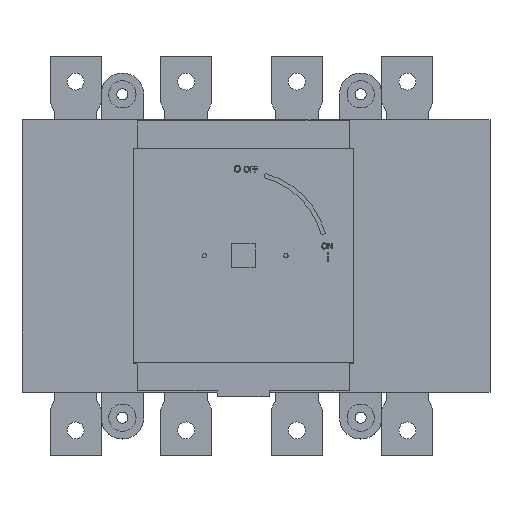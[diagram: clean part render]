
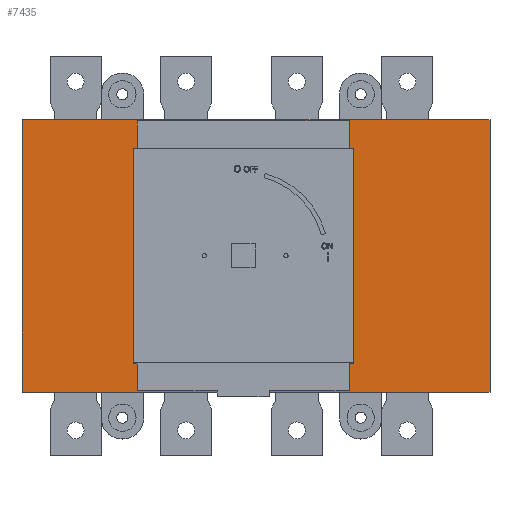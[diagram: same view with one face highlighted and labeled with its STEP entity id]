
A CAD part, top view. The second image highlights one B-rep face of the part: STEP entity #7435.
In plain terms, the highlighted planar face has unit normal (0, 0, 1).
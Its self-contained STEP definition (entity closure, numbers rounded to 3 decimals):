
#3551=CARTESIAN_POINT('',(-62.25,-63.,57.0));
#3552=VERTEX_POINT('',#3551);
#3569=CARTESIAN_POINT('',(62.25,-63.,57.0));
#3570=VERTEX_POINT('',#3569);
#3577=CARTESIAN_POINT('',(64.7,-63.,57.0));
#3578=VERTEX_POINT('',#3577);
#3579=CARTESIAN_POINT('',(64.7,-63.,57.0));
#3580=DIRECTION('',(-1.0,0.0,0.0));
#3581=VECTOR('',#3580,2.45);
#3582=LINE('',#3579,#3581);
#3583=EDGE_CURVE('',#3578,#3570,#3582,.T.);
#3592=CARTESIAN_POINT('',(-64.7,-63.,57.0));
#3593=VERTEX_POINT('',#3592);
#3600=CARTESIAN_POINT('',(-62.25,-63.,57.0));
#3601=DIRECTION('',(-1.0,0.0,0.0));
#3602=VECTOR('',#3601,2.45);
#3603=LINE('',#3600,#3602);
#3604=EDGE_CURVE('',#3552,#3593,#3603,.T.);
#3614=CARTESIAN_POINT('',(-62.25,63.,57.0));
#3615=VERTEX_POINT('',#3614);
#3624=CARTESIAN_POINT('',(-64.7,63.,57.0));
#3625=VERTEX_POINT('',#3624);
#3626=CARTESIAN_POINT('',(-64.7,63.,57.0));
#3627=DIRECTION('',(1.0,0.,0.0));
#3628=VECTOR('',#3627,2.45);
#3629=LINE('',#3626,#3628);
#3630=EDGE_CURVE('',#3625,#3615,#3629,.T.);
#3639=CARTESIAN_POINT('',(64.7,63.,57.0));
#3640=VERTEX_POINT('',#3639);
#3647=CARTESIAN_POINT('',(62.25,63.,57.0));
#3648=VERTEX_POINT('',#3647);
#3649=CARTESIAN_POINT('',(62.25,63.,57.0));
#3650=DIRECTION('',(1.0,0.,0.0));
#3651=VECTOR('',#3650,2.45);
#3652=LINE('',#3649,#3651);
#3653=EDGE_CURVE('',#3648,#3640,#3652,.T.);
#3679=CARTESIAN_POINT('',(64.7,63.,57.0));
#3680=DIRECTION('',(0.0,-1.0,0.0));
#3681=VECTOR('',#3680,126.);
#3682=LINE('',#3679,#3681);
#3683=EDGE_CURVE('',#3640,#3578,#3682,.T.);
#3696=CARTESIAN_POINT('',(-64.7,-63.,57.0));
#3697=DIRECTION('',(0.0,1.0,0.0));
#3698=VECTOR('',#3697,126.);
#3699=LINE('',#3696,#3698);
#3700=EDGE_CURVE('',#3593,#3625,#3699,.T.);
#3735=CARTESIAN_POINT('',(15.25,-79.25,57.0));
#3736=VERTEX_POINT('',#3735);
#3743=CARTESIAN_POINT('',(62.25,-79.25,57.0));
#3744=VERTEX_POINT('',#3743);
#3745=CARTESIAN_POINT('',(62.25,-79.25,57.0));
#3746=DIRECTION('',(-1.0,0.0,0.0));
#3747=VECTOR('',#3746,47.);
#3748=LINE('',#3745,#3747);
#3749=EDGE_CURVE('',#3744,#3736,#3748,.T.);
#3781=CARTESIAN_POINT('',(15.25,-80.0,57.0));
#3782=VERTEX_POINT('',#3781);
#3789=CARTESIAN_POINT('',(15.25,-79.25,57.0));
#3790=DIRECTION('',(0.0,-1.0,0.0));
#3791=VECTOR('',#3790,0.75);
#3792=LINE('',#3789,#3791);
#3793=EDGE_CURVE('',#3736,#3782,#3792,.T.);
#3843=CARTESIAN_POINT('',(-15.25,-79.25,57.0));
#3844=VERTEX_POINT('',#3843);
#3851=CARTESIAN_POINT('',(-15.25,-80.0,57.0));
#3852=VERTEX_POINT('',#3851);
#3853=CARTESIAN_POINT('',(-15.25,-80.0,57.0));
#3854=DIRECTION('',(0.0,1.0,0.0));
#3855=VECTOR('',#3854,0.75);
#3856=LINE('',#3853,#3855);
#3857=EDGE_CURVE('',#3852,#3844,#3856,.T.);
#3882=CARTESIAN_POINT('',(-62.25,-79.25,57.0));
#3883=VERTEX_POINT('',#3882);
#3890=CARTESIAN_POINT('',(-15.25,-79.25,57.0));
#3891=DIRECTION('',(-1.0,0.0,0.0));
#3892=VECTOR('',#3891,47.);
#3893=LINE('',#3890,#3892);
#3894=EDGE_CURVE('',#3844,#3883,#3893,.T.);
#3912=CARTESIAN_POINT('',(-62.25,-79.25,57.0));
#3913=DIRECTION('',(0.0,1.0,0.0));
#3914=VECTOR('',#3913,16.25);
#3915=LINE('',#3912,#3914);
#3916=EDGE_CURVE('',#3883,#3552,#3915,.T.);
#3934=CARTESIAN_POINT('',(62.25,-63.,57.0));
#3935=DIRECTION('',(0.0,-1.0,0.0));
#3936=VECTOR('',#3935,16.25);
#3937=LINE('',#3934,#3936);
#3938=EDGE_CURVE('',#3570,#3744,#3937,.T.);
#3992=CARTESIAN_POINT('',(62.25,79.25,57.0));
#3993=VERTEX_POINT('',#3992);
#4000=CARTESIAN_POINT('',(-62.25,79.25,57.0));
#4001=VERTEX_POINT('',#4000);
#4002=CARTESIAN_POINT('',(-62.25,79.25,57.0));
#4003=DIRECTION('',(1.0,0.0,0.0));
#4004=VECTOR('',#4003,124.5);
#4005=LINE('',#4002,#4004);
#4006=EDGE_CURVE('',#4001,#3993,#4005,.T.);
#4029=CARTESIAN_POINT('',(62.25,79.25,57.0));
#4030=DIRECTION('',(0.0,-1.0,0.0));
#4031=VECTOR('',#4030,16.25);
#4032=LINE('',#4029,#4031);
#4033=EDGE_CURVE('',#3993,#3648,#4032,.T.);
#4051=CARTESIAN_POINT('',(-62.25,63.,57.0));
#4052=DIRECTION('',(0.0,1.0,0.0));
#4053=VECTOR('',#4052,16.25);
#4054=LINE('',#4051,#4053);
#4055=EDGE_CURVE('',#3615,#4001,#4054,.T.);
#6745=CARTESIAN_POINT('',(-130.,80.0,57.0));
#6746=VERTEX_POINT('',#6745);
#6753=CARTESIAN_POINT('',(145.0,80.0,57.0));
#6754=VERTEX_POINT('',#6753);
#6755=CARTESIAN_POINT('',(-130.,80.0,57.0));
#6756=DIRECTION('',(1.0,0.0,0.0));
#6757=VECTOR('',#6756,275.);
#6758=LINE('',#6755,#6757);
#6759=EDGE_CURVE('',#6746,#6754,#6758,.T.);
#7280=CARTESIAN_POINT('',(145.0,-80.0,57.0));
#7281=VERTEX_POINT('',#7280);
#7282=CARTESIAN_POINT('',(145.0,80.0,57.0));
#7283=DIRECTION('',(0.0,-1.0,0.0));
#7284=VECTOR('',#7283,160.0);
#7285=LINE('',#7282,#7284);
#7286=EDGE_CURVE('',#6754,#7281,#7285,.T.);
#7319=CARTESIAN_POINT('',(145.0,-80.0,57.0));
#7320=DIRECTION('',(-1.0,0.0,0.0));
#7321=VECTOR('',#7320,129.75);
#7322=LINE('',#7319,#7321);
#7323=EDGE_CURVE('',#7281,#3782,#7322,.T.);
#7326=CARTESIAN_POINT('',(-130.,-80.0,57.0));
#7327=VERTEX_POINT('',#7326);
#7328=CARTESIAN_POINT('',(-15.25,-80.0,57.0));
#7329=DIRECTION('',(-1.0,0.0,0.0));
#7330=VECTOR('',#7329,114.75);
#7331=LINE('',#7328,#7330);
#7332=EDGE_CURVE('',#3852,#7327,#7331,.T.);
#7391=CARTESIAN_POINT('',(-130.,-80.0,57.0));
#7392=DIRECTION('',(0.0,1.0,0.0));
#7393=VECTOR('',#7392,160.0);
#7394=LINE('',#7391,#7393);
#7395=EDGE_CURVE('',#7327,#6746,#7394,.T.);
#7408=CARTESIAN_POINT('',(7.5,0.,57.0));
#7409=DIRECTION('',(0.0,0.0,1.0));
#7410=DIRECTION('',(1.0,0.0,0.0));
#7411=AXIS2_PLACEMENT_3D('',#7408,#7409,#7410);
#7412=PLANE('',#7411);
#7413=ORIENTED_EDGE('',*,*,#3630,.T.);
#7414=ORIENTED_EDGE('',*,*,#4055,.T.);
#7415=ORIENTED_EDGE('',*,*,#4006,.T.);
#7416=ORIENTED_EDGE('',*,*,#4033,.T.);
#7417=ORIENTED_EDGE('',*,*,#3653,.T.);
#7418=ORIENTED_EDGE('',*,*,#3683,.T.);
#7419=ORIENTED_EDGE('',*,*,#3583,.T.);
#7420=ORIENTED_EDGE('',*,*,#3938,.T.);
#7421=ORIENTED_EDGE('',*,*,#3749,.T.);
#7422=ORIENTED_EDGE('',*,*,#3793,.T.);
#7423=ORIENTED_EDGE('',*,*,#7323,.F.);
#7424=ORIENTED_EDGE('',*,*,#7286,.F.);
#7425=ORIENTED_EDGE('',*,*,#6759,.F.);
#7426=ORIENTED_EDGE('',*,*,#7395,.F.);
#7427=ORIENTED_EDGE('',*,*,#7332,.F.);
#7428=ORIENTED_EDGE('',*,*,#3857,.T.);
#7429=ORIENTED_EDGE('',*,*,#3894,.T.);
#7430=ORIENTED_EDGE('',*,*,#3916,.T.);
#7431=ORIENTED_EDGE('',*,*,#3604,.T.);
#7432=ORIENTED_EDGE('',*,*,#3700,.T.);
#7433=EDGE_LOOP('',(#7413,#7414,#7415,#7416,#7417,#7418,#7419,#7420,#7421,#7422,#7423,#7424,#7425,#7426,#7427,#7428,#7429,#7430,#7431,#7432));
#7434=FACE_OUTER_BOUND('',#7433,.T.);
#7435=ADVANCED_FACE('',(#7434),#7412,.T.);
